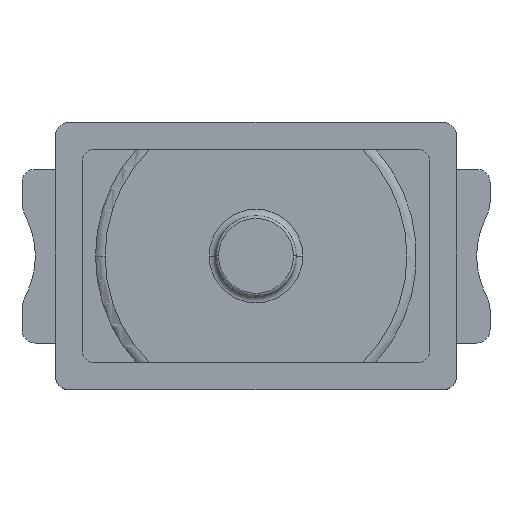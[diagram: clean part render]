
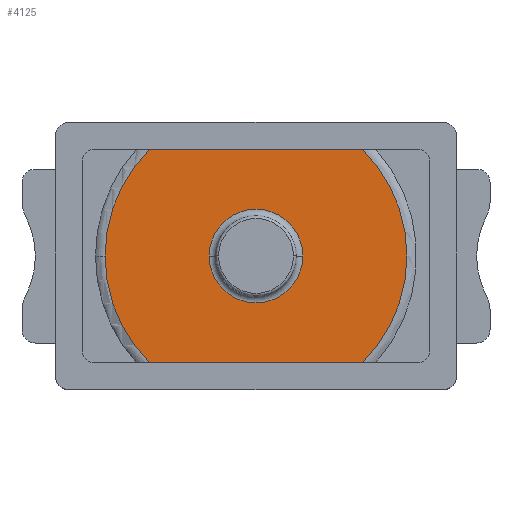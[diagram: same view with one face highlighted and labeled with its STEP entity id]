
A CAD part, top view. The second image highlights one B-rep face of the part: STEP entity #4125.
In plain terms, the highlighted planar face has unit normal (0, 0, 1).
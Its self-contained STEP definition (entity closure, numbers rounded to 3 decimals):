
#31 = DIRECTION ( 'NONE',  ( 1., 0., 0. ) ) ;
#299 = AXIS2_PLACEMENT_3D ( 'NONE', #13889, #9362, #4630 ) ;
#634 = EDGE_CURVE ( 'NONE', #18204, #13055, #10436, .T. ) ;
#797 = VERTEX_POINT ( 'NONE', #11407 ) ;
#1168 = VERTEX_POINT ( 'NONE', #12841 ) ;
#1189 = AXIS2_PLACEMENT_3D ( 'NONE', #9110, #14095, #31 ) ;
#1370 = VERTEX_POINT ( 'NONE', #16867 ) ;
#1681 = FACE_OUTER_BOUND ( 'NONE', #19335, .T. ) ;
#2397 = ORIENTED_EDGE ( 'NONE', *, *, #16759, .T. ) ;
#3078 = DIRECTION ( 'NONE',  ( 1., 0., 0. ) ) ;
#3749 = CARTESIAN_POINT ( 'NONE',  ( 0., 0., 0.165 ) ) ;
#3895 = AXIS2_PLACEMENT_3D ( 'NONE', #3749, #6712, #6333 ) ;
#3971 = EDGE_CURVE ( 'NONE', #1168, #18204, #13622, .T. ) ;
#4125 = ADVANCED_FACE ( 'NONE', ( #12829, #1681 ), #15872, .T. ) ;
#4130 = LINE ( 'NONE', #7296, #19300 ) ;
#4630 = DIRECTION ( 'NONE',  ( 1., 0., 0. ) ) ;
#5214 = ORIENTED_EDGE ( 'NONE', *, *, #634, .T. ) ;
#6333 = DIRECTION ( 'NONE',  ( 1., 0., 0. ) ) ;
#6410 = EDGE_CURVE ( 'NONE', #1370, #1168, #15009, .T. ) ;
#6712 = DIRECTION ( 'NONE',  ( 0., 0., 1. ) ) ;
#7296 = CARTESIAN_POINT ( 'NONE',  ( -0.894, 0.8, 0.165 ) ) ;
#7376 = DIRECTION ( 'NONE',  ( -1., 0., 0. ) ) ;
#7470 = DIRECTION ( 'NONE',  ( 1., 0., 0. ) ) ;
#7667 = AXIS2_PLACEMENT_3D ( 'NONE', #12380, #10902, #17117 ) ;
#8132 = VECTOR ( 'NONE', #7470, 1000. ) ;
#8222 = EDGE_CURVE ( 'NONE', #797, #9421, #8435, .T. ) ;
#8435 = CIRCLE ( 'NONE', #15012, 0.35 ) ;
#8686 = ORIENTED_EDGE ( 'NONE', *, *, #8222, .T. ) ;
#8853 = CARTESIAN_POINT ( 'NONE',  ( -0.894, -0.8, 0.165 ) ) ;
#9110 = CARTESIAN_POINT ( 'NONE',  ( 0., 0., 0.165 ) ) ;
#9362 = DIRECTION ( 'NONE',  ( 0., 0., 1. ) ) ;
#9421 = VERTEX_POINT ( 'NONE', #15749 ) ;
#10436 = LINE ( 'NONE', #8853, #8132 ) ;
#10522 = ORIENTED_EDGE ( 'NONE', *, *, #14696, .T. ) ;
#10864 = CIRCLE ( 'NONE', #12134, 0.35 ) ;
#10902 = DIRECTION ( 'NONE',  ( 0., 0., 1. ) ) ;
#11407 = CARTESIAN_POINT ( 'NONE',  ( 0.35, 0., 0.165 ) ) ;
#11780 = EDGE_CURVE ( 'NONE', #15269, #1370, #4130, .T. ) ;
#12134 = AXIS2_PLACEMENT_3D ( 'NONE', #14673, #13494, #13591 ) ;
#12380 = CARTESIAN_POINT ( 'NONE',  ( 0., 0., 0.165 ) ) ;
#12487 = CARTESIAN_POINT ( 'NONE',  ( 0.796, 0.8, 0.165 ) ) ;
#12829 = FACE_BOUND ( 'NONE', #15540, .T. ) ;
#12841 = CARTESIAN_POINT ( 'NONE',  ( -1.129, 0., 0.165 ) ) ;
#13055 = VERTEX_POINT ( 'NONE', #17304 ) ;
#13373 = ORIENTED_EDGE ( 'NONE', *, *, #11780, .T. ) ;
#13494 = DIRECTION ( 'NONE',  ( 0., 0., -1. ) ) ;
#13538 = CARTESIAN_POINT ( 'NONE',  ( 0., 0., 0.165 ) ) ;
#13591 = DIRECTION ( 'NONE',  ( 1., 0., 0. ) ) ;
#13622 = CIRCLE ( 'NONE', #7667, 1.129 ) ;
#13889 = CARTESIAN_POINT ( 'NONE',  ( 0., 0., 0.165 ) ) ;
#14095 = DIRECTION ( 'NONE',  ( 0., 0., 1. ) ) ;
#14500 = CARTESIAN_POINT ( 'NONE',  ( -0.796, -0.8, 0.165 ) ) ;
#14557 = ORIENTED_EDGE ( 'NONE', *, *, #3971, .T. ) ;
#14673 = CARTESIAN_POINT ( 'NONE',  ( 0., 0., 0.165 ) ) ;
#14696 = EDGE_CURVE ( 'NONE', #13055, #15269, #17658, .T. ) ;
#15009 = CIRCLE ( 'NONE', #1189, 1.129 ) ;
#15012 = AXIS2_PLACEMENT_3D ( 'NONE', #13538, #16588, #3078 ) ;
#15269 = VERTEX_POINT ( 'NONE', #12487 ) ;
#15540 = EDGE_LOOP ( 'NONE', ( #8686, #2397 ) ) ;
#15749 = CARTESIAN_POINT ( 'NONE',  ( -0.35, 0., 0.165 ) ) ;
#15872 = PLANE ( 'NONE',  #3895 ) ;
#16588 = DIRECTION ( 'NONE',  ( 0., 0., -1. ) ) ;
#16759 = EDGE_CURVE ( 'NONE', #9421, #797, #10864, .T. ) ;
#16867 = CARTESIAN_POINT ( 'NONE',  ( -0.796, 0.8, 0.165 ) ) ;
#17117 = DIRECTION ( 'NONE',  ( 1., 0., 0. ) ) ;
#17304 = CARTESIAN_POINT ( 'NONE',  ( 0.796, -0.8, 0.165 ) ) ;
#17658 = CIRCLE ( 'NONE', #299, 1.129 ) ;
#17693 = ORIENTED_EDGE ( 'NONE', *, *, #6410, .T. ) ;
#18204 = VERTEX_POINT ( 'NONE', #14500 ) ;
#19300 = VECTOR ( 'NONE', #7376, 1000. ) ;
#19335 = EDGE_LOOP ( 'NONE', ( #5214, #10522, #13373, #17693, #14557 ) ) ;
